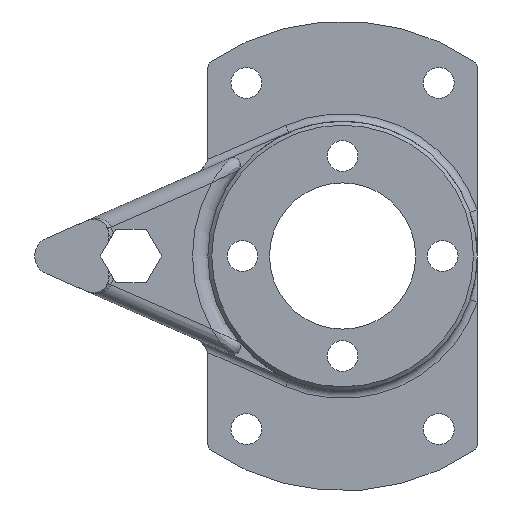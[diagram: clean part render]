
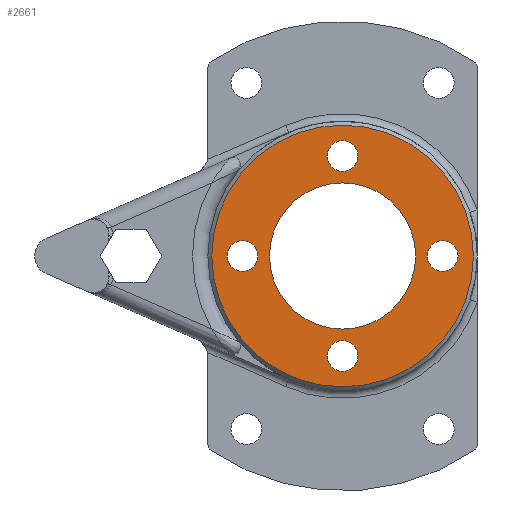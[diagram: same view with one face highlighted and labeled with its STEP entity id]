
A CAD part, front view. The second image highlights one B-rep face of the part: STEP entity #2661.
In plain terms, the highlighted planar face has unit normal (0, -1, 0).
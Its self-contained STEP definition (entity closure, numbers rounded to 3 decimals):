
#81=FACE_BOUND('',#457,.T.);
#82=FACE_BOUND('',#458,.T.);
#83=FACE_BOUND('',#459,.T.);
#84=FACE_BOUND('',#460,.T.);
#85=FACE_BOUND('',#461,.T.);
#108=PLANE('',#2845);
#299=FACE_OUTER_BOUND('',#456,.T.);
#456=EDGE_LOOP('',(#1849));
#457=EDGE_LOOP('',(#1850));
#458=EDGE_LOOP('',(#1851));
#459=EDGE_LOOP('',(#1852));
#460=EDGE_LOOP('',(#1853));
#461=EDGE_LOOP('',(#1854));
#1092=CIRCLE('',#2837,17.);
#1099=CIRCLE('',#2846,9.5);
#1100=CIRCLE('',#2847,2.);
#1101=CIRCLE('',#2848,2.);
#1102=CIRCLE('',#2849,2.);
#1103=CIRCLE('',#2850,2.);
#1167=VERTEX_POINT('',#3637);
#1176=VERTEX_POINT('',#3673);
#1177=VERTEX_POINT('',#3675);
#1178=VERTEX_POINT('',#3677);
#1179=VERTEX_POINT('',#3679);
#1180=VERTEX_POINT('',#3681);
#1427=EDGE_CURVE('',#1167,#1167,#1092,.T.);
#1438=EDGE_CURVE('',#1176,#1176,#1099,.T.);
#1439=EDGE_CURVE('',#1177,#1177,#1100,.T.);
#1440=EDGE_CURVE('',#1178,#1178,#1101,.T.);
#1441=EDGE_CURVE('',#1179,#1179,#1102,.T.);
#1442=EDGE_CURVE('',#1180,#1180,#1103,.T.);
#1849=ORIENTED_EDGE('',*,*,#1427,.F.);
#1850=ORIENTED_EDGE('',*,*,#1438,.T.);
#1851=ORIENTED_EDGE('',*,*,#1439,.T.);
#1852=ORIENTED_EDGE('',*,*,#1440,.T.);
#1853=ORIENTED_EDGE('',*,*,#1441,.T.);
#1854=ORIENTED_EDGE('',*,*,#1442,.T.);
#2661=ADVANCED_FACE('',(#299,#81,#82,#83,#84,#85),#108,.T.);
#2837=AXIS2_PLACEMENT_3D('',#3638,#3030,#3031);
#2845=AXIS2_PLACEMENT_3D('',#3672,#3048,#3049);
#2846=AXIS2_PLACEMENT_3D('',#3674,#3050,#3051);
#2847=AXIS2_PLACEMENT_3D('',#3676,#3052,#3053);
#2848=AXIS2_PLACEMENT_3D('',#3678,#3054,#3055);
#2849=AXIS2_PLACEMENT_3D('',#3680,#3056,#3057);
#2850=AXIS2_PLACEMENT_3D('',#3682,#3058,#3059);
#3030=DIRECTION('center_axis',(0.,1.,0.));
#3031=DIRECTION('ref_axis',(-1.,0.,0.));
#3048=DIRECTION('center_axis',(0.,-1.,0.));
#3049=DIRECTION('ref_axis',(0.,0.,-1.));
#3050=DIRECTION('center_axis',(0.,1.,0.));
#3051=DIRECTION('ref_axis',(-1.,0.,0.));
#3052=DIRECTION('center_axis',(0.,1.,0.));
#3053=DIRECTION('ref_axis',(-1.,0.,0.));
#3054=DIRECTION('center_axis',(0.,1.,0.));
#3055=DIRECTION('ref_axis',(-1.,0.,0.));
#3056=DIRECTION('center_axis',(0.,1.,0.));
#3057=DIRECTION('ref_axis',(-1.,0.,0.));
#3058=DIRECTION('center_axis',(0.,1.,0.));
#3059=DIRECTION('ref_axis',(-1.,0.,0.));
#3637=CARTESIAN_POINT('',(17.,-9.5,0.));
#3638=CARTESIAN_POINT('Origin',(0.,-9.5,0.));
#3672=CARTESIAN_POINT('Origin',(0.,-9.5,0.));
#3673=CARTESIAN_POINT('',(-9.5,-9.5,0.));
#3674=CARTESIAN_POINT('Origin',(0.,-9.5,0.));
#3675=CARTESIAN_POINT('',(-2.,-9.5,-13.));
#3676=CARTESIAN_POINT('Origin',(0.,-9.5,-13.));
#3677=CARTESIAN_POINT('',(11.,-9.5,0.));
#3678=CARTESIAN_POINT('Origin',(13.,-9.5,0.));
#3679=CARTESIAN_POINT('',(-2.,-9.5,13.));
#3680=CARTESIAN_POINT('Origin',(0.,-9.5,13.));
#3681=CARTESIAN_POINT('',(-15.,-9.5,0.));
#3682=CARTESIAN_POINT('Origin',(-13.,-9.5,0.));
